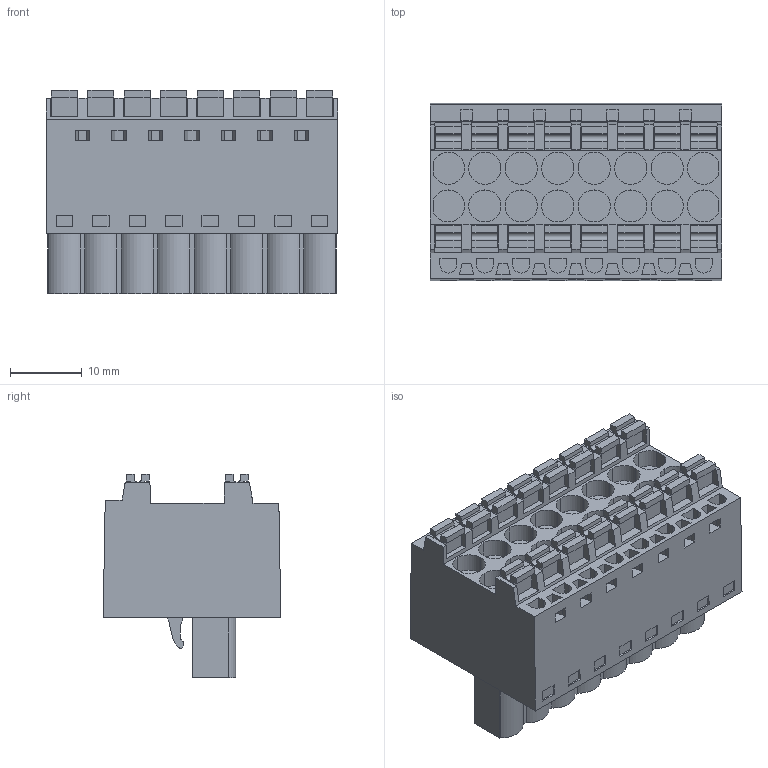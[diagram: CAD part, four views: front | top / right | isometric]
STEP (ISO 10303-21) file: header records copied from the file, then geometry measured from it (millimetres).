
FILE_DESCRIPTION(('CATIA V5 STEP Exchange','CAx-IF Rec.Pracs.--- Model Styling and Organization---1.4--- 2014-01-23'),'2;1');
FILE_NAME ('D1446246_0_1001210000_1001210000.stp','2017-09-09T08:18:09+00:00',('none'),('Weidmueller'),'CATIA Version 5-6 Release 2016','CATIA V5 STEP AP214','none');
FILE_SCHEMA(('AUTOMOTIVE_DESIGN { 1 0 10303 214 1 1 1 1 }'));
Length unit declared in the file: millimetre
Products named in the file (1): 1001210000
Bounding box: 40.64 x 24.75 x 28.33 mm (x, y, z)
Volume: 17166.9 mm3; surface area: 8027.2 mm2
Topology: 17 solids, 17 shells, 849 faces, 2374 edges, 1624 vertices
Faces by surface type: plane 729, cylinder 112, extrusion 8
Entity records: 24851 total; most frequent: ORIENTED_EDGE 4748, CARTESIAN_POINT 4558, DIRECTION 3167, EDGE_CURVE 2374, VECTOR 2129, LINE 2121, VERTEX_POINT 1624, EDGE_LOOP 942
